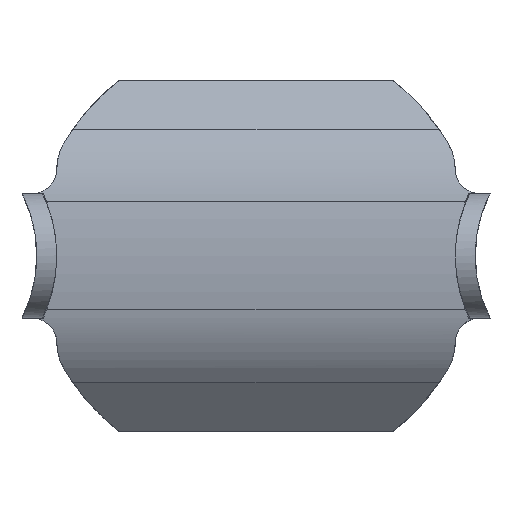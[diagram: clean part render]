
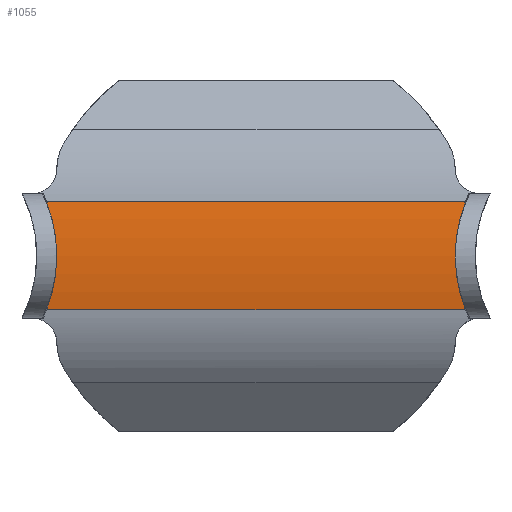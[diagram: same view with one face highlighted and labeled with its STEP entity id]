
A CAD part, top view. The second image highlights one B-rep face of the part: STEP entity #1055.
In plain terms, the highlighted cylindrical face has radius 69.383 mm (diameter 138.766 mm), a partial arc.
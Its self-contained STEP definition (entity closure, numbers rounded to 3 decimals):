
#33=B_SPLINE_CURVE_WITH_KNOTS('',3,(#1631,#1632,#1633,#1634,#1635,#1636,
#1637,#1638,#1639,#1640,#1641,#1642,#1643,#1644),.UNSPECIFIED.,.F.,.F.,
(4,2,2,2,2,2,4),(-0.003,0.,0.131,0.248,
0.398,0.56,1.081),.UNSPECIFIED.);
#34=B_SPLINE_CURVE_WITH_KNOTS('',3,(#1648,#1649,#1650,#1651,#1652,#1653,
#1654,#1655,#1656,#1657,#1658,#1659,#1660,#1661),.UNSPECIFIED.,.F.,.F.,
(4,2,2,2,2,2,4),(-17.424,-17.421,-17.29,
-17.173,-17.023,-16.861,-16.339),
 .UNSPECIFIED.);
#35=B_SPLINE_CURVE_WITH_KNOTS('',3,(#1663,#1664,#1665,#1666,#1667,#1668,
#1669,#1670,#1671,#1672,#1673,#1674,#1675,#1676),.UNSPECIFIED.,.F.,.F.,
(4,2,2,2,2,2,4),(-1.081,-0.56,-0.398,
-0.248,-0.131,0.,0.003),
 .UNSPECIFIED.);
#36=B_SPLINE_CURVE_WITH_KNOTS('',3,(#1679,#1680,#1681,#1682,#1683,#1684,
#1685,#1686,#1687,#1688,#1689,#1690,#1691,#1692),.UNSPECIFIED.,.F.,.F.,
(4,2,2,2,2,2,4),(16.339,16.861,17.023,17.173,
17.29,17.421,17.424),.UNSPECIFIED.);
#146=CYLINDRICAL_SURFACE('',#1166,69.383);
#190=FACE_OUTER_BOUND('',#250,.T.);
#250=EDGE_LOOP('',(#788,#789,#790,#791,#792,#793));
#314=LINE('',#1646,#378);
#315=LINE('',#1678,#379);
#378=VECTOR('',#1352,1000.);
#379=VECTOR('',#1353,1000.);
#450=VERTEX_POINT('',#1629);
#451=VERTEX_POINT('',#1630);
#452=VERTEX_POINT('',#1645);
#453=VERTEX_POINT('',#1647);
#454=VERTEX_POINT('',#1662);
#455=VERTEX_POINT('',#1677);
#576=EDGE_CURVE('',#450,#451,#33,.T.);
#577=EDGE_CURVE('',#451,#452,#314,.F.);
#578=EDGE_CURVE('',#453,#452,#34,.T.);
#579=EDGE_CURVE('',#454,#453,#35,.T.);
#580=EDGE_CURVE('',#454,#455,#315,.T.);
#581=EDGE_CURVE('',#455,#450,#36,.T.);
#788=ORIENTED_EDGE('',*,*,#576,.T.);
#789=ORIENTED_EDGE('',*,*,#577,.T.);
#790=ORIENTED_EDGE('',*,*,#578,.F.);
#791=ORIENTED_EDGE('',*,*,#579,.F.);
#792=ORIENTED_EDGE('',*,*,#580,.T.);
#793=ORIENTED_EDGE('',*,*,#581,.T.);
#1055=ADVANCED_FACE('',(#190),#146,.T.);
#1166=AXIS2_PLACEMENT_3D('',#1628,#1350,#1351);
#1350=DIRECTION('center_axis',(-1.,0.,0.));
#1351=DIRECTION('ref_axis',(0.,0.,1.));
#1352=DIRECTION('',(-1.,0.,0.));
#1353=DIRECTION('',(-1.,0.,0.));
#1628=CARTESIAN_POINT('Origin',(96.057,0.,-54.938));
#1629=CARTESIAN_POINT('',(-40.,0.,14.445));
#1630=CARTESIAN_POINT('',(-42.042,-10.828,13.595));
#1631=CARTESIAN_POINT('Ctrl Pts',(-40.,0.,14.445));
#1632=CARTESIAN_POINT('Ctrl Pts',(-40.,-0.01,
14.445));
#1633=CARTESIAN_POINT('Ctrl Pts',(-40.001,-0.02,
14.445));
#1634=CARTESIAN_POINT('Ctrl Pts',(-40.016,-0.467,14.445));
#1635=CARTESIAN_POINT('Ctrl Pts',(-40.032,-0.91,
14.441));
#1636=CARTESIAN_POINT('Ctrl Pts',(-40.077,-1.765,14.424));
#1637=CARTESIAN_POINT('Ctrl Pts',(-40.104,-2.16,14.413));
#1638=CARTESIAN_POINT('Ctrl Pts',(-40.183,-3.075,14.379));
#1639=CARTESIAN_POINT('Ctrl Pts',(-40.24,-3.584,14.354));
#1640=CARTESIAN_POINT('Ctrl Pts',(-40.384,-4.644,14.292));
#1641=CARTESIAN_POINT('Ctrl Pts',(-40.474,-5.191,14.253));
#1642=CARTESIAN_POINT('Ctrl Pts',(-40.916,-7.484,14.063));
#1643=CARTESIAN_POINT('Ctrl Pts',(-41.404,-9.188,13.854));
#1644=CARTESIAN_POINT('Ctrl Pts',(-42.042,-10.828,13.595));
#1645=CARTESIAN_POINT('',(42.042,-10.828,13.595));
#1646=CARTESIAN_POINT('',(96.057,-10.828,13.595));
#1647=CARTESIAN_POINT('',(40.,0.,14.445));
#1648=CARTESIAN_POINT('Ctrl Pts',(40.,0.,14.445));
#1649=CARTESIAN_POINT('Ctrl Pts',(40.,-0.01,
14.445));
#1650=CARTESIAN_POINT('Ctrl Pts',(40.001,-0.02,
14.445));
#1651=CARTESIAN_POINT('Ctrl Pts',(40.016,-0.467,14.445));
#1652=CARTESIAN_POINT('Ctrl Pts',(40.032,-0.91,14.441));
#1653=CARTESIAN_POINT('Ctrl Pts',(40.077,-1.765,14.424));
#1654=CARTESIAN_POINT('Ctrl Pts',(40.104,-2.16,14.413));
#1655=CARTESIAN_POINT('Ctrl Pts',(40.183,-3.075,14.379));
#1656=CARTESIAN_POINT('Ctrl Pts',(40.24,-3.584,14.354));
#1657=CARTESIAN_POINT('Ctrl Pts',(40.384,-4.644,14.292));
#1658=CARTESIAN_POINT('Ctrl Pts',(40.474,-5.191,14.253));
#1659=CARTESIAN_POINT('Ctrl Pts',(40.916,-7.484,14.063));
#1660=CARTESIAN_POINT('Ctrl Pts',(41.404,-9.188,13.854));
#1661=CARTESIAN_POINT('Ctrl Pts',(42.042,-10.828,13.595));
#1662=CARTESIAN_POINT('',(42.042,10.828,13.595));
#1663=CARTESIAN_POINT('Ctrl Pts',(42.042,10.828,13.595));
#1664=CARTESIAN_POINT('Ctrl Pts',(41.404,9.188,13.854));
#1665=CARTESIAN_POINT('Ctrl Pts',(40.916,7.484,14.063));
#1666=CARTESIAN_POINT('Ctrl Pts',(40.474,5.191,14.253));
#1667=CARTESIAN_POINT('Ctrl Pts',(40.384,4.644,14.292));
#1668=CARTESIAN_POINT('Ctrl Pts',(40.24,3.584,14.354));
#1669=CARTESIAN_POINT('Ctrl Pts',(40.183,3.075,14.379));
#1670=CARTESIAN_POINT('Ctrl Pts',(40.104,2.16,14.413));
#1671=CARTESIAN_POINT('Ctrl Pts',(40.077,1.765,14.424));
#1672=CARTESIAN_POINT('Ctrl Pts',(40.032,0.91,14.441));
#1673=CARTESIAN_POINT('Ctrl Pts',(40.016,0.467,14.445));
#1674=CARTESIAN_POINT('Ctrl Pts',(40.001,0.02,14.445));
#1675=CARTESIAN_POINT('Ctrl Pts',(40.,0.01,14.445));
#1676=CARTESIAN_POINT('Ctrl Pts',(40.,0.,14.445));
#1677=CARTESIAN_POINT('',(-42.042,10.828,13.595));
#1678=CARTESIAN_POINT('',(96.057,10.828,13.595));
#1679=CARTESIAN_POINT('Ctrl Pts',(-42.042,10.828,13.595));
#1680=CARTESIAN_POINT('Ctrl Pts',(-41.404,9.188,13.854));
#1681=CARTESIAN_POINT('Ctrl Pts',(-40.916,7.484,14.063));
#1682=CARTESIAN_POINT('Ctrl Pts',(-40.474,5.191,14.253));
#1683=CARTESIAN_POINT('Ctrl Pts',(-40.384,4.644,14.292));
#1684=CARTESIAN_POINT('Ctrl Pts',(-40.24,3.584,14.354));
#1685=CARTESIAN_POINT('Ctrl Pts',(-40.183,3.075,14.379));
#1686=CARTESIAN_POINT('Ctrl Pts',(-40.104,2.16,14.413));
#1687=CARTESIAN_POINT('Ctrl Pts',(-40.077,1.765,14.424));
#1688=CARTESIAN_POINT('Ctrl Pts',(-40.032,0.91,14.441));
#1689=CARTESIAN_POINT('Ctrl Pts',(-40.016,0.467,14.445));
#1690=CARTESIAN_POINT('Ctrl Pts',(-40.001,0.02,
14.445));
#1691=CARTESIAN_POINT('Ctrl Pts',(-40.,0.01,
14.445));
#1692=CARTESIAN_POINT('Ctrl Pts',(-40.,0.,14.445));
